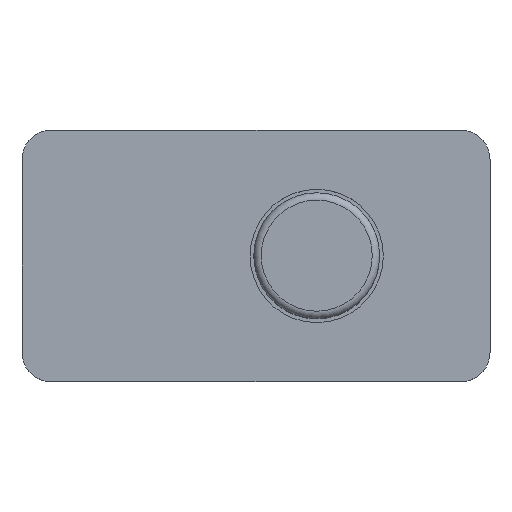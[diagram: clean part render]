
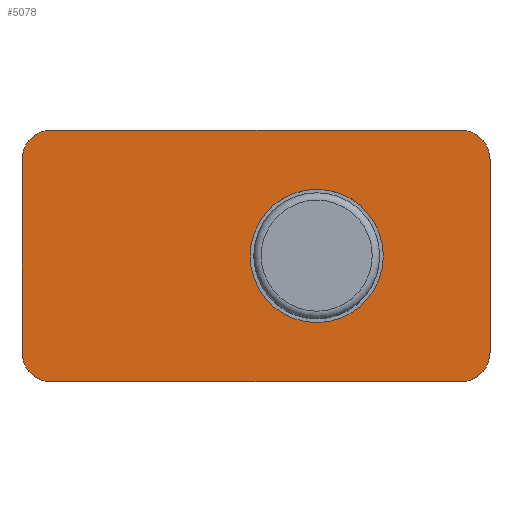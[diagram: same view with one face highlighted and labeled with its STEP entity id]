
A CAD part, top view. The second image highlights one B-rep face of the part: STEP entity #5078.
In plain terms, the highlighted planar face has unit normal (0, 0, 1).
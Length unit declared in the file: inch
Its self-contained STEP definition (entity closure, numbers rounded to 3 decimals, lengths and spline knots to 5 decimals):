
#1607=CARTESIAN_POINT('',(0.17717,0.,0.07874));
#1608=VERTEX_POINT('',#1607);
#1609=CARTESIAN_POINT('',(0.0,0.0,0.07874));
#1610=DIRECTION('',(0.0,0.0,-1.0));
#1611=DIRECTION('',(-1.0,0.0,0.0));
#1612=AXIS2_PLACEMENT_3D('',#1609,#1610,#1611);
#1613=CIRCLE('',#1612,0.17717);
#1614=EDGE_CURVE('',#1608,#1608,#1613,.T.);
#1636=CARTESIAN_POINT('',(-0.70472,-0.33465,0.07874));
#1637=VERTEX_POINT('',#1636);
#1638=CARTESIAN_POINT('',(-0.78346,-0.25591,0.07874));
#1639=VERTEX_POINT('',#1638);
#1640=CARTESIAN_POINT('',(-0.70472,-0.25591,0.07874));
#1641=DIRECTION('',(0.0,0.0,-1.0));
#1642=DIRECTION('',(-0.707,-0.707,0.0));
#1643=AXIS2_PLACEMENT_3D('',#1640,#1641,#1642);
#1644=CIRCLE('',#1643,0.07874);
#1645=EDGE_CURVE('',#1637,#1639,#1644,.T.);
#1687=CARTESIAN_POINT('',(0.38189,-0.33465,0.07874));
#1688=VERTEX_POINT('',#1687);
#1695=CARTESIAN_POINT('',(0.38189,-0.33465,0.07874));
#1696=DIRECTION('',(-1.0,0.0,0.0));
#1697=VECTOR('',#1696,1.08661);
#1698=LINE('',#1695,#1697);
#1699=EDGE_CURVE('',#1688,#1637,#1698,.T.);
#1802=CARTESIAN_POINT('',(0.46063,-0.25591,0.07874));
#1803=VERTEX_POINT('',#1802);
#1804=CARTESIAN_POINT('',(0.38189,-0.25591,0.07874));
#1805=DIRECTION('',(0.0,0.0,-1.0));
#1806=DIRECTION('',(0.707,-0.707,0.0));
#1807=AXIS2_PLACEMENT_3D('',#1804,#1805,#1806);
#1808=CIRCLE('',#1807,0.07874);
#1809=EDGE_CURVE('',#1803,#1688,#1808,.T.);
#1829=CARTESIAN_POINT('',(0.46063,0.25591,0.07874));
#1830=VERTEX_POINT('',#1829);
#1837=CARTESIAN_POINT('',(0.46063,0.25591,0.07874));
#1838=DIRECTION('',(0.0,-1.0,0.0));
#1839=VECTOR('',#1838,0.51181);
#1840=LINE('',#1837,#1839);
#1841=EDGE_CURVE('',#1830,#1803,#1840,.T.);
#1851=CARTESIAN_POINT('',(0.38189,0.33465,0.07874));
#1852=VERTEX_POINT('',#1851);
#1853=CARTESIAN_POINT('',(0.38189,0.25591,0.07874));
#1854=DIRECTION('',(0.0,0.0,-1.0));
#1855=DIRECTION('',(0.707,0.707,0.0));
#1856=AXIS2_PLACEMENT_3D('',#1853,#1854,#1855);
#1857=CIRCLE('',#1856,0.07874);
#1858=EDGE_CURVE('',#1852,#1830,#1857,.T.);
#1878=CARTESIAN_POINT('',(-0.70472,0.33465,0.07874));
#1879=VERTEX_POINT('',#1878);
#1886=CARTESIAN_POINT('',(-0.70472,0.33465,0.07874));
#1887=DIRECTION('',(1.0,0.0,0.0));
#1888=VECTOR('',#1887,1.08661);
#1889=LINE('',#1886,#1888);
#1890=EDGE_CURVE('',#1879,#1852,#1889,.T.);
#1900=CARTESIAN_POINT('',(-0.78346,0.25591,0.07874));
#1901=VERTEX_POINT('',#1900);
#1902=CARTESIAN_POINT('',(-0.70472,0.25591,0.07874));
#1903=DIRECTION('',(0.0,0.0,-1.0));
#1904=DIRECTION('',(-0.707,0.707,0.0));
#1905=AXIS2_PLACEMENT_3D('',#1902,#1903,#1904);
#1906=CIRCLE('',#1905,0.07874);
#1907=EDGE_CURVE('',#1901,#1879,#1906,.T.);
#5049=CARTESIAN_POINT('',(-0.78346,-0.25591,0.07874));
#5050=DIRECTION('',(0.0,1.0,0.0));
#5051=VECTOR('',#5050,0.51181);
#5052=LINE('',#5049,#5051);
#5053=EDGE_CURVE('',#1639,#1901,#5052,.T.);
#5060=CARTESIAN_POINT('',(-0.84567,-0.36811,0.07874));
#5061=DIRECTION('',(0.0,0.0,1.0));
#5062=DIRECTION('',(1.0,0.0,0.0));
#5063=AXIS2_PLACEMENT_3D('',#5060,#5061,#5062);
#5064=PLANE('',#5063);
#5065=ORIENTED_EDGE('',*,*,#1645,.F.);
#5066=ORIENTED_EDGE('',*,*,#1699,.F.);
#5067=ORIENTED_EDGE('',*,*,#1809,.F.);
#5068=ORIENTED_EDGE('',*,*,#1841,.F.);
#5069=ORIENTED_EDGE('',*,*,#1858,.F.);
#5070=ORIENTED_EDGE('',*,*,#1890,.F.);
#5071=ORIENTED_EDGE('',*,*,#1907,.F.);
#5072=ORIENTED_EDGE('',*,*,#5053,.F.);
#5073=EDGE_LOOP('',(#5065,#5066,#5067,#5068,#5069,#5070,#5071,#5072));
#5074=FACE_OUTER_BOUND('',#5073,.T.);
#5075=ORIENTED_EDGE('',*,*,#1614,.T.);
#5076=EDGE_LOOP('',(#5075));
#5077=FACE_BOUND('',#5076,.T.);
#5078=ADVANCED_FACE('',(#5074,#5077),#5064,.T.);
